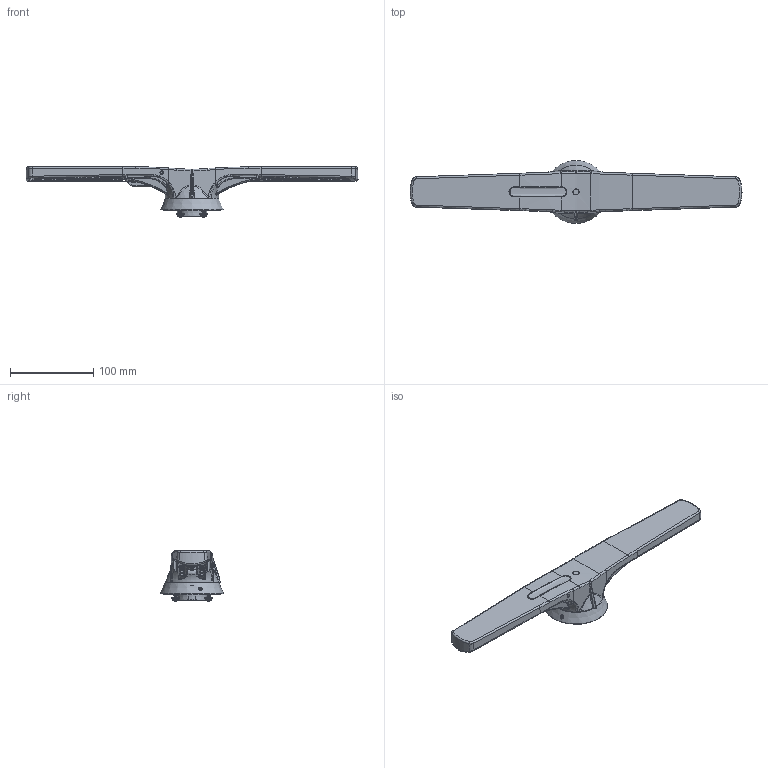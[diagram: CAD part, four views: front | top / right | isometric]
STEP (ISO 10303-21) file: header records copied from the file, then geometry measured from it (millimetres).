
FILE_DESCRIPTION(/* description */ (''),/* implementation_level */ '2;1');
FILE_NAME(/* name */ 'FILE_STP_CAD_DRAWING_3D_GLX642H_prt.stp',/* time_stamp */ '2025-10-02T11:17:16+02:00',/* author */ (''),/* organization */ (''),/* preprocessor_version */ 'ST-DEVELOPER v20',/* originating_system */ 'SIEMENS PLM Software NX2406.8500',/* authorisation */ '');
FILE_SCHEMA (('AUTOMOTIVE_DESIGN { 1 0 10303 214 3 1 1 1 }'));
Length unit declared in the file: millimetre
Products named in the file (1): 3D_GLX642H
Bounding box: 399.84 x 75.79 x 60.7 mm (x, y, z)
Surface area: 116126.4 mm2 (no closed solid volume)
Topology: 0 solids, 54 shells, 5494 faces, 16056 edges, 10043 vertices
Faces by surface type: bspline 2184, cylinder 1629, plane 1319, torus 185, cone 145, sphere 18, extrusion 14
Full cylindrical faces by diameter (mm): 3.4 x2, 3.5 x1, 4 x1, 4.2 x2, 4.509 x1, 6.7 x1, 9 x4, 65.9 x1, 70.1 x1, 75.791 x1
Entity records: 247582 total; most frequent: CARTESIAN_POINT 129134, ORIENTED_EDGE 26674, DIRECTION 17858, EDGE_CURVE 15764, VERTEX_POINT 9943, B_SPLINE_CURVE_WITH_KNOTS 7514, AXIS2_PLACEMENT_3D 6668, EDGE_LOOP 5848
